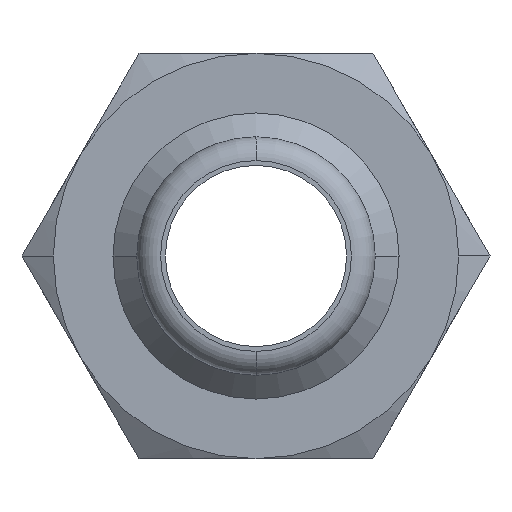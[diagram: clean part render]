
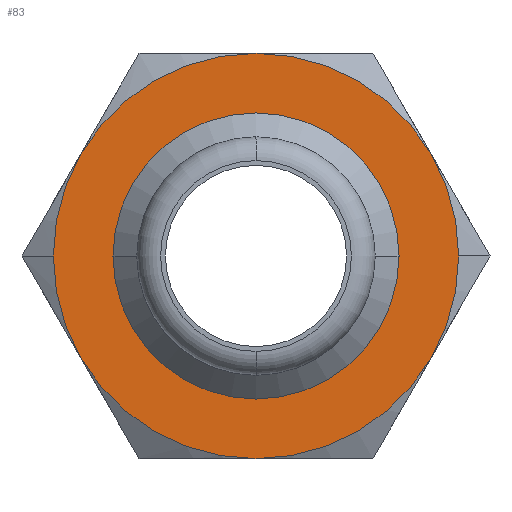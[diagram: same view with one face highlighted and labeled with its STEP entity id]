
A CAD part, front view. The second image highlights one B-rep face of the part: STEP entity #83.
In plain terms, the highlighted planar face has unit normal (0, -1, 0).
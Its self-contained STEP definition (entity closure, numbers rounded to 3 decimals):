
#83=ADVANCED_FACE('',(#212,#213),#214,.T.);
#212=FACE_OUTER_BOUND('',#389,.T.);
#213=FACE_BOUND('',#390,.T.);
#214=PLANE('',#391);
#389=EDGE_LOOP('',(#568,#569,#570,#571,#572,#573,#574,#575));
#390=EDGE_LOOP('',(#576,#577));
#391=AXIS2_PLACEMENT_3D('',#578,#579,#580);
#568=ORIENTED_EDGE('',*,*,#1045,.F.);
#569=ORIENTED_EDGE('',*,*,#1046,.F.);
#570=ORIENTED_EDGE('',*,*,#1047,.F.);
#571=ORIENTED_EDGE('',*,*,#1048,.F.);
#572=ORIENTED_EDGE('',*,*,#1049,.F.);
#573=ORIENTED_EDGE('',*,*,#1050,.F.);
#574=ORIENTED_EDGE('',*,*,#1051,.F.);
#575=ORIENTED_EDGE('',*,*,#1052,.F.);
#576=ORIENTED_EDGE('',*,*,#1053,.F.);
#577=ORIENTED_EDGE('',*,*,#1054,.F.);
#578=CARTESIAN_POINT('',(4.25,20.0,0.0));
#579=DIRECTION('',(-0.0,-1.0,-0.0));
#580=DIRECTION('',(-1.0,0.0,0.0));
#1045=EDGE_CURVE('',#1235,#1236,#1237,.T.);
#1046=EDGE_CURVE('',#1238,#1235,#1239,.T.);
#1047=EDGE_CURVE('',#1240,#1238,#1241,.T.);
#1048=EDGE_CURVE('',#1242,#1240,#1243,.T.);
#1049=EDGE_CURVE('',#1244,#1242,#1245,.T.);
#1050=EDGE_CURVE('',#1246,#1244,#1247,.T.);
#1051=EDGE_CURVE('',#1248,#1246,#1249,.T.);
#1052=EDGE_CURVE('',#1236,#1248,#1250,.T.);
#1053=EDGE_CURVE('',#1251,#1252,#1253,.T.);
#1054=EDGE_CURVE('',#1252,#1251,#1254,.T.);
#1235=VERTEX_POINT('',#1505);
#1236=VERTEX_POINT('',#1506);
#1237=CIRCLE('',#1507,8.5);
#1238=VERTEX_POINT('',#1508);
#1239=CIRCLE('',#1509,8.5);
#1240=VERTEX_POINT('',#1510);
#1241=CIRCLE('',#1511,8.5);
#1242=VERTEX_POINT('',#1512);
#1243=CIRCLE('',#1513,8.5);
#1244=VERTEX_POINT('',#1514);
#1245=CIRCLE('',#1515,8.5);
#1246=VERTEX_POINT('',#1516);
#1247=CIRCLE('',#1517,8.5);
#1248=VERTEX_POINT('',#1518);
#1249=CIRCLE('',#1519,8.5);
#1250=CIRCLE('',#1520,8.5);
#1251=VERTEX_POINT('',#1521);
#1252=VERTEX_POINT('',#1522);
#1253=CIRCLE('',#1523,6.0);
#1254=CIRCLE('',#1524,6.0);
#1505=CARTESIAN_POINT('',(7.361,20.0,4.25));
#1506=CARTESIAN_POINT('',(8.5,20.0,0.));
#1507=AXIS2_PLACEMENT_3D('',#2084,#2085,#2086);
#1508=CARTESIAN_POINT('',(0.,20.0,8.5));
#1509=AXIS2_PLACEMENT_3D('',#2087,#2088,#2089);
#1510=CARTESIAN_POINT('',(-7.361,20.0,4.25));
#1511=AXIS2_PLACEMENT_3D('',#2090,#2091,#2092);
#1512=CARTESIAN_POINT('',(-8.5,20.0,0.));
#1513=AXIS2_PLACEMENT_3D('',#2093,#2094,#2095);
#1514=CARTESIAN_POINT('',(-7.361,20.0,-4.25));
#1515=AXIS2_PLACEMENT_3D('',#2096,#2097,#2098);
#1516=CARTESIAN_POINT('',(0.0,20.0,-8.5));
#1517=AXIS2_PLACEMENT_3D('',#2099,#2100,#2101);
#1518=CARTESIAN_POINT('',(7.361,20.0,-4.25));
#1519=AXIS2_PLACEMENT_3D('',#2102,#2103,#2104);
#1520=AXIS2_PLACEMENT_3D('',#2105,#2106,#2107);
#1521=CARTESIAN_POINT('',(-6.0,20.0,0.));
#1522=CARTESIAN_POINT('',(6.0,20.0,0.));
#1523=AXIS2_PLACEMENT_3D('',#2108,#2109,#2110);
#1524=AXIS2_PLACEMENT_3D('',#2111,#2112,#2113);
#2084=CARTESIAN_POINT('',(0.0,20.0,0.0));
#2085=DIRECTION('',(-0.0,1.0,0.0));
#2086=DIRECTION('',(1.0,0.0,0.0));
#2087=CARTESIAN_POINT('',(0.0,20.0,0.0));
#2088=DIRECTION('',(-0.0,1.0,0.0));
#2089=DIRECTION('',(1.0,0.0,0.0));
#2090=CARTESIAN_POINT('',(0.0,20.0,0.0));
#2091=DIRECTION('',(-0.0,1.0,0.0));
#2092=DIRECTION('',(1.0,0.0,0.0));
#2093=CARTESIAN_POINT('',(0.0,20.0,0.0));
#2094=DIRECTION('',(-0.0,1.0,0.0));
#2095=DIRECTION('',(1.0,0.0,0.0));
#2096=CARTESIAN_POINT('',(0.0,20.0,0.0));
#2097=DIRECTION('',(-0.0,1.0,0.0));
#2098=DIRECTION('',(1.0,0.0,0.0));
#2099=CARTESIAN_POINT('',(0.0,20.0,0.0));
#2100=DIRECTION('',(-0.0,1.0,0.0));
#2101=DIRECTION('',(1.0,0.0,0.0));
#2102=CARTESIAN_POINT('',(0.0,20.0,0.0));
#2103=DIRECTION('',(-0.0,1.0,0.0));
#2104=DIRECTION('',(1.0,0.0,0.0));
#2105=CARTESIAN_POINT('',(0.0,20.0,0.0));
#2106=DIRECTION('',(-0.0,1.0,0.0));
#2107=DIRECTION('',(1.0,0.0,0.0));
#2108=CARTESIAN_POINT('',(0.0,20.0,0.0));
#2109=DIRECTION('',(0.0,-1.0,0.0));
#2110=DIRECTION('',(1.0,0.0,0.0));
#2111=CARTESIAN_POINT('',(0.0,20.0,0.0));
#2112=DIRECTION('',(0.0,-1.0,0.0));
#2113=DIRECTION('',(1.0,0.0,0.0));
